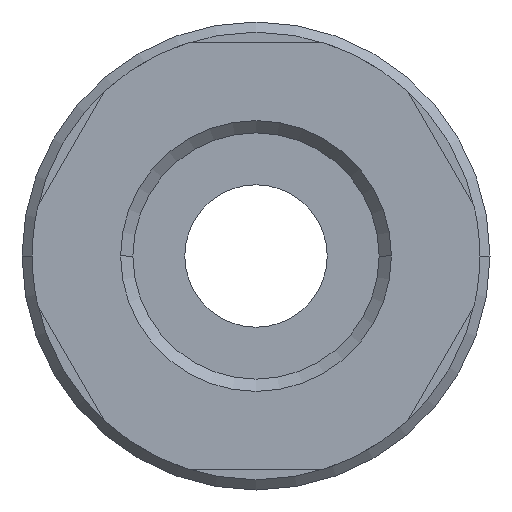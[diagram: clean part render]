
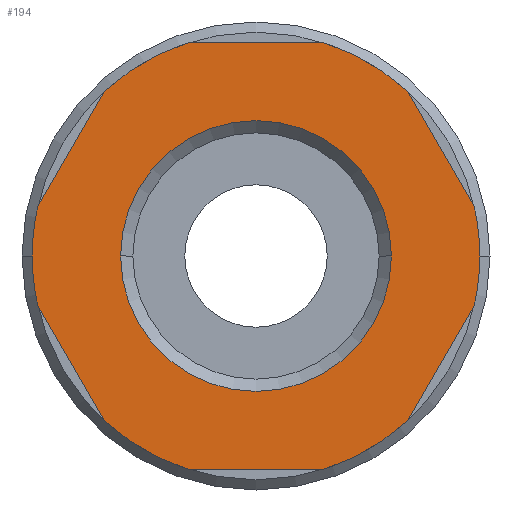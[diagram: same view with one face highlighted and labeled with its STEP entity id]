
A CAD part, front view. The second image highlights one B-rep face of the part: STEP entity #194.
In plain terms, the highlighted planar face has unit normal (0, -1, 0).
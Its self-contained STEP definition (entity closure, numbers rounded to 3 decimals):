
#194=ADVANCED_FACE('',(#416,#417),#418,.T.);
#416=FACE_BOUND('',#667,.T.);
#417=FACE_OUTER_BOUND('',#668,.T.);
#418=PLANE('',#669);
#667=EDGE_LOOP('',(#1145,#1146));
#668=EDGE_LOOP('',(#1147,#1148,#1149,#1150,#1151,#1152,#1153,#1154,#1155,#1156,#1157,#1158,#1159,#1160));
#669=AXIS2_PLACEMENT_3D('',#1161,#1162,#1163);
#1145=ORIENTED_EDGE('',*,*,#1615,.T.);
#1146=ORIENTED_EDGE('',*,*,#1520,.T.);
#1147=ORIENTED_EDGE('',*,*,#1539,.F.);
#1148=ORIENTED_EDGE('',*,*,#1616,.F.);
#1149=ORIENTED_EDGE('',*,*,#1527,.F.);
#1150=ORIENTED_EDGE('',*,*,#1574,.F.);
#1151=ORIENTED_EDGE('',*,*,#1617,.F.);
#1152=ORIENTED_EDGE('',*,*,#1618,.F.);
#1153=ORIENTED_EDGE('',*,*,#1516,.F.);
#1154=ORIENTED_EDGE('',*,*,#1503,.F.);
#1155=ORIENTED_EDGE('',*,*,#1619,.F.);
#1156=ORIENTED_EDGE('',*,*,#1620,.F.);
#1157=ORIENTED_EDGE('',*,*,#1556,.F.);
#1158=ORIENTED_EDGE('',*,*,#1621,.F.);
#1159=ORIENTED_EDGE('',*,*,#1488,.F.);
#1160=ORIENTED_EDGE('',*,*,#1622,.F.);
#1161=CARTESIAN_POINT('',(5.5,0.0,0.0));
#1162=DIRECTION('',(-0.0,-1.0,-0.0));
#1163=DIRECTION('',(-1.0,0.0,0.0));
#1488=EDGE_CURVE('',#1778,#1780,#1781,.T.);
#1503=EDGE_CURVE('',#1803,#1805,#1806,.T.);
#1516=EDGE_CURVE('',#1805,#1820,#1824,.T.);
#1520=EDGE_CURVE('',#1826,#1828,#1830,.T.);
#1527=EDGE_CURVE('',#1839,#1841,#1842,.T.);
#1539=EDGE_CURVE('',#1856,#1858,#1859,.T.);
#1556=EDGE_CURVE('',#1883,#1879,#1885,.T.);
#1574=EDGE_CURVE('',#1909,#1839,#1911,.T.);
#1615=EDGE_CURVE('',#1828,#1826,#1965,.T.);
#1616=EDGE_CURVE('',#1841,#1856,#1966,.T.);
#1617=EDGE_CURVE('',#1967,#1909,#1968,.T.);
#1618=EDGE_CURVE('',#1820,#1967,#1969,.T.);
#1619=EDGE_CURVE('',#1970,#1803,#1971,.T.);
#1620=EDGE_CURVE('',#1879,#1970,#1972,.T.);
#1621=EDGE_CURVE('',#1780,#1883,#1973,.T.);
#1622=EDGE_CURVE('',#1858,#1778,#1974,.T.);
#1778=VERTEX_POINT('',#2273);
#1780=VERTEX_POINT('',#2276);
#1781=CIRCLE('',#2277,11.0);
#1803=VERTEX_POINT('',#2336);
#1805=VERTEX_POINT('',#2339);
#1806=LINE('',#2340,#2341);
#1820=VERTEX_POINT('',#2359);
#1824=CIRCLE('',#2364,11.0);
#1826=VERTEX_POINT('',#2366);
#1828=VERTEX_POINT('',#2369);
#1830=CIRCLE('',#2372,6.655);
#1839=VERTEX_POINT('',#2403);
#1841=VERTEX_POINT('',#2406);
#1842=LINE('',#2407,#2408);
#1856=VERTEX_POINT('',#2437);
#1858=VERTEX_POINT('',#2440);
#1859=LINE('',#2441,#2442);
#1879=VERTEX_POINT('',#2498);
#1883=VERTEX_POINT('',#2503);
#1885=CIRCLE('',#2506,11.0);
#1909=VERTEX_POINT('',#2534);
#1911=CIRCLE('',#2537,11.0);
#1965=CIRCLE('',#2618,6.655);
#1966=CIRCLE('',#2619,11.0);
#1967=VERTEX_POINT('',#2620);
#1968=LINE('',#2621,#2622);
#1969=CIRCLE('',#2623,11.0);
#1970=VERTEX_POINT('',#2624);
#1971=CIRCLE('',#2625,11.0);
#1972=LINE('',#2626,#2627);
#1973=LINE('',#2628,#2629);
#1974=CIRCLE('',#2630,11.0);
#2273=CARTESIAN_POINT('',(-11.0,0.0,0.));
#2276=CARTESIAN_POINT('',(-10.733,0.0,2.411));
#2277=AXIS2_PLACEMENT_3D('',#2801,#2802,#2803);
#2336=CARTESIAN_POINT('',(7.454,0.0,8.089));
#2339=CARTESIAN_POINT('',(10.733,0.0,2.411));
#2340=CARTESIAN_POINT('',(9.781,0.0,4.059));
#2341=VECTOR('',#2818,1.0);
#2359=CARTESIAN_POINT('',(11.0,0.0,0.));
#2364=AXIS2_PLACEMENT_3D('',#2836,#2837,#2838);
#2366=CARTESIAN_POINT('',(6.655,0.0,0.));
#2369=CARTESIAN_POINT('',(-6.655,0.0,0.));
#2372=AXIS2_PLACEMENT_3D('',#2841,#2842,#2843);
#2403=CARTESIAN_POINT('',(3.279,0.0,-10.5));
#2406=CARTESIAN_POINT('',(-3.279,0.0,-10.5));
#2407=CARTESIAN_POINT('',(2.75,0.0,-10.5));
#2408=VECTOR('',#2848,1.0);
#2437=CARTESIAN_POINT('',(-7.454,0.0,-8.089));
#2440=CARTESIAN_POINT('',(-10.733,0.0,-2.411));
#2441=CARTESIAN_POINT('',(-8.406,0.0,-6.441));
#2442=VECTOR('',#2860,1.0);
#2498=CARTESIAN_POINT('',(-3.279,0.0,10.5));
#2503=CARTESIAN_POINT('',(-7.454,0.0,8.089));
#2506=AXIS2_PLACEMENT_3D('',#2878,#2879,#2880);
#2534=CARTESIAN_POINT('',(7.454,0.0,-8.089));
#2537=AXIS2_PLACEMENT_3D('',#2907,#2908,#2909);
#2618=AXIS2_PLACEMENT_3D('',#2975,#2976,#2977);
#2619=AXIS2_PLACEMENT_3D('',#2978,#2979,#2980);
#2620=CARTESIAN_POINT('',(10.733,0.0,-2.411));
#2621=CARTESIAN_POINT('',(9.781,0.0,-4.059));
#2622=VECTOR('',#2981,1.0);
#2623=AXIS2_PLACEMENT_3D('',#2982,#2983,#2984);
#2624=CARTESIAN_POINT('',(3.279,0.0,10.5));
#2625=AXIS2_PLACEMENT_3D('',#2985,#2986,#2987);
#2626=CARTESIAN_POINT('',(2.75,0.0,10.5));
#2627=VECTOR('',#2988,1.0);
#2628=CARTESIAN_POINT('',(-8.406,0.0,6.441));
#2629=VECTOR('',#2989,1.0);
#2630=AXIS2_PLACEMENT_3D('',#2990,#2991,#2992);
#2801=CARTESIAN_POINT('',(0.0,0.0,0.0));
#2802=DIRECTION('',(-0.0,1.0,0.0));
#2803=DIRECTION('',(1.0,0.0,0.0));
#2818=DIRECTION('',(0.5,0.0,-0.866));
#2836=CARTESIAN_POINT('',(0.0,0.0,0.0));
#2837=DIRECTION('',(-0.0,1.0,0.0));
#2838=DIRECTION('',(1.0,0.0,0.0));
#2841=CARTESIAN_POINT('',(0.0,0.0,0.0));
#2842=DIRECTION('',(-0.0,1.0,0.0));
#2843=DIRECTION('',(1.0,0.0,0.0));
#2848=DIRECTION('',(-1.0,0.0,0.0));
#2860=DIRECTION('',(-0.5,0.0,0.866));
#2878=CARTESIAN_POINT('',(0.0,0.0,0.0));
#2879=DIRECTION('',(-0.0,1.0,0.0));
#2880=DIRECTION('',(1.0,0.0,0.0));
#2907=CARTESIAN_POINT('',(0.0,0.0,0.0));
#2908=DIRECTION('',(-0.0,1.0,0.0));
#2909=DIRECTION('',(1.0,0.0,0.0));
#2975=CARTESIAN_POINT('',(0.0,0.0,0.0));
#2976=DIRECTION('',(-0.0,1.0,0.0));
#2977=DIRECTION('',(1.0,0.0,0.0));
#2978=CARTESIAN_POINT('',(0.0,0.0,0.0));
#2979=DIRECTION('',(-0.0,1.0,0.0));
#2980=DIRECTION('',(1.0,0.0,0.0));
#2981=DIRECTION('',(-0.5,0.0,-0.866));
#2982=CARTESIAN_POINT('',(0.0,0.0,0.0));
#2983=DIRECTION('',(-0.0,1.0,0.0));
#2984=DIRECTION('',(1.0,0.0,0.0));
#2985=CARTESIAN_POINT('',(0.0,0.0,0.0));
#2986=DIRECTION('',(-0.0,1.0,0.0));
#2987=DIRECTION('',(1.0,0.0,0.0));
#2988=DIRECTION('',(1.0,-0.0,0.));
#2989=DIRECTION('',(0.5,-0.0,0.866));
#2990=CARTESIAN_POINT('',(0.0,0.0,0.0));
#2991=DIRECTION('',(-0.0,1.0,0.0));
#2992=DIRECTION('',(1.0,0.0,0.0));
